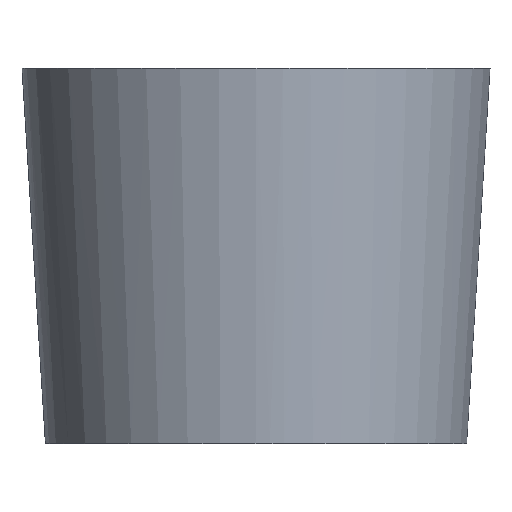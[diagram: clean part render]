
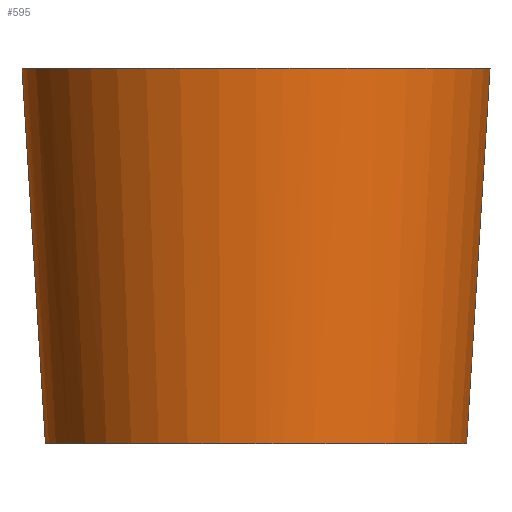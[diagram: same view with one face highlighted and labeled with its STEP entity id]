
A CAD part, left-side view. The second image highlights one B-rep face of the part: STEP entity #595.
In plain terms, the highlighted free-form (B-spline) face has degree [2, 1] with [5, 2] control points.
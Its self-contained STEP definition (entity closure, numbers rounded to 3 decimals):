
#497=CARTESIAN_POINT('',(-0.352,4.474,-0.2));
#498=CARTESIAN_POINT('',(-4.826,4.122,-0.2));
#499=CARTESIAN_POINT('',(-4.474,-0.352,-0.2));
#500=CARTESIAN_POINT('',(-4.122,-4.826,-0.2));
#501=CARTESIAN_POINT('',(0.352,-4.474,-0.2));
#502=CARTESIAN_POINT('',(-0.393,4.997,8.205));
#503=CARTESIAN_POINT('',(-5.391,4.604,8.205));
#504=CARTESIAN_POINT('',(-4.997,-0.393,8.205));
#505=CARTESIAN_POINT('',(-4.604,-5.391,8.205));
#506=CARTESIAN_POINT('',(0.393,-4.997,8.205));
#514=(BOUNDED_SURFACE()B_SPLINE_SURFACE(2,1,((#497,#502),(#498,#503),(#499,#504),(#500,#505),(#501,#506)),.UNSPECIFIED.,.F.,.F.,.U.)B_SPLINE_SURFACE_WITH_KNOTS((3,2,3),(2,2),(0.0,8.305,16.611),(0.0,8.421),.UNSPECIFIED.)GEOMETRIC_REPRESENTATION_ITEM()RATIONAL_B_SPLINE_SURFACE(((1.0,1.0),(0.707,0.707),(1.0,1.0),(0.707,0.707),(1.0,1.0)))REPRESENTATION_ITEM('')SURFACE());
#515=CARTESIAN_POINT('',(-4.5,0.0,0.0));
#516=VERTEX_POINT('',#515);
#517=CARTESIAN_POINT('',(-0.353,4.486,0.));
#518=VERTEX_POINT('',#517);
#519=CARTESIAN_POINT('',(-4.5,0.0,0.0));
#520=CARTESIAN_POINT('',(-4.5,4.16,0.0));
#521=CARTESIAN_POINT('',(-0.353,4.486,0.));
#529=(BOUNDED_CURVE()B_SPLINE_CURVE(2,(#519,#520,#521),.UNSPECIFIED.,.F.,.U.)B_SPLINE_CURVE_WITH_KNOTS((3,3),(0.0,0.236),.UNSPECIFIED.)CURVE()GEOMETRIC_REPRESENTATION_ITEM()RATIONAL_B_SPLINE_CURVE((1.0,0.723,0.97))REPRESENTATION_ITEM(''));
#530=EDGE_CURVE('',#516,#518,#529,.T.);
#531=ORIENTED_EDGE('',*,*,#530,.F.);
#532=CARTESIAN_POINT('',(0.353,-4.486,0.));
#533=VERTEX_POINT('',#532);
#534=CARTESIAN_POINT('',(0.353,-4.486,0.));
#535=CARTESIAN_POINT('',(0.177,-4.5,0.0));
#536=CARTESIAN_POINT('',(0.0,-4.5,0.0));
#537=CARTESIAN_POINT('',(-4.5,-4.5,0.0));
#538=CARTESIAN_POINT('',(-4.5,0.0,0.0));
#546=(BOUNDED_CURVE()B_SPLINE_CURVE(2,(#534,#535,#536,#537,#538),.UNSPECIFIED.,.F.,.U.)B_SPLINE_CURVE_WITH_KNOTS((3,2,3),(0.736,0.75,1.0),.UNSPECIFIED.)CURVE()GEOMETRIC_REPRESENTATION_ITEM()RATIONAL_B_SPLINE_CURVE((0.97,0.984,1.0,0.707,1.0))REPRESENTATION_ITEM(''));
#547=EDGE_CURVE('',#533,#516,#546,.T.);
#548=ORIENTED_EDGE('',*,*,#547,.F.);
#549=CARTESIAN_POINT('',(0.392,-4.985,8.));
#550=VERTEX_POINT('',#549);
#551=CARTESIAN_POINT('',(0.353,-4.486,0.));
#552=CARTESIAN_POINT('',(0.392,-4.985,8.));
#553=QUASI_UNIFORM_CURVE('',1,(#551,#552),.UNSPECIFIED.,.F.,.U.);
#554=EDGE_CURVE('',#533,#550,#553,.T.);
#555=ORIENTED_EDGE('',*,*,#554,.T.);
#556=CARTESIAN_POINT('',(-5.0,0.0,8.0));
#557=VERTEX_POINT('',#556);
#558=CARTESIAN_POINT('',(0.392,-4.985,8.));
#559=CARTESIAN_POINT('',(0.196,-5.0,8.0));
#560=CARTESIAN_POINT('',(0.0,-5.0,8.0));
#561=CARTESIAN_POINT('',(-5.,-5.,8.0));
#562=CARTESIAN_POINT('',(-5.0,0.0,8.0));
#570=(BOUNDED_CURVE()B_SPLINE_CURVE(2,(#558,#559,#560,#561,#562),.UNSPECIFIED.,.F.,.U.)B_SPLINE_CURVE_WITH_KNOTS((3,2,3),(0.736,0.75,1.0),.UNSPECIFIED.)CURVE()GEOMETRIC_REPRESENTATION_ITEM()RATIONAL_B_SPLINE_CURVE((0.97,0.984,1.0,0.707,1.0))REPRESENTATION_ITEM(''));
#571=EDGE_CURVE('',#550,#557,#570,.T.);
#572=ORIENTED_EDGE('',*,*,#571,.T.);
#573=CARTESIAN_POINT('',(-0.392,4.985,8.));
#574=VERTEX_POINT('',#573);
#575=CARTESIAN_POINT('',(-5.0,0.0,8.0));
#576=CARTESIAN_POINT('',(-5.0,4.622,8.0));
#577=CARTESIAN_POINT('',(-0.392,4.985,8.));
#585=(BOUNDED_CURVE()B_SPLINE_CURVE(2,(#575,#576,#577),.UNSPECIFIED.,.F.,.U.)B_SPLINE_CURVE_WITH_KNOTS((3,3),(0.0,0.236),.UNSPECIFIED.)CURVE()GEOMETRIC_REPRESENTATION_ITEM()RATIONAL_B_SPLINE_CURVE((1.0,0.723,0.97))REPRESENTATION_ITEM(''));
#586=EDGE_CURVE('',#557,#574,#585,.T.);
#587=ORIENTED_EDGE('',*,*,#586,.T.);
#588=CARTESIAN_POINT('',(-0.353,4.486,0.));
#589=CARTESIAN_POINT('',(-0.392,4.985,8.));
#590=QUASI_UNIFORM_CURVE('',1,(#588,#589),.UNSPECIFIED.,.F.,.U.);
#591=EDGE_CURVE('',#518,#574,#590,.T.);
#592=ORIENTED_EDGE('',*,*,#591,.F.);
#593=EDGE_LOOP('',(#531,#548,#555,#572,#587,#592));
#594=FACE_OUTER_BOUND('',#593,.T.);
#595=ADVANCED_FACE('',(#594),#514,.T.);
